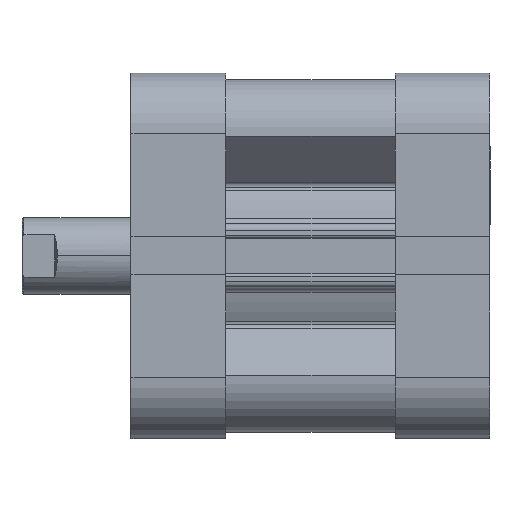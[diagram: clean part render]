
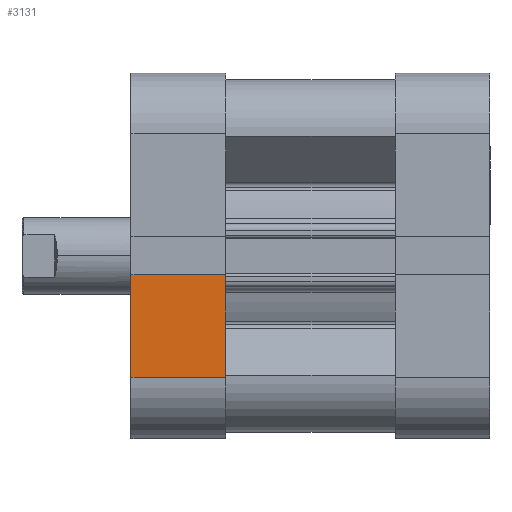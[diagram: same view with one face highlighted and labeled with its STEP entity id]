
A CAD part, top view. The second image highlights one B-rep face of the part: STEP entity #3131.
In plain terms, the highlighted planar face has unit normal (0, 0, 1).
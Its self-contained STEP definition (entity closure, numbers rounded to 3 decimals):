
#226 = VERTEX_POINT ( 'NONE', #1748 ) ;
#227 = VERTEX_POINT ( 'NONE', #1749 ) ;
#268 = VERTEX_POINT ( 'NONE', #1790 ) ;
#269 = VERTEX_POINT ( 'NONE', #1791 ) ;
#952 = LINE ( 'NONE', #8962, #956 ) ;
#956 = VECTOR ( 'NONE', #8965, 1000. ) ;
#1019 = VECTOR ( 'NONE', #9071, 1000. ) ;
#1023 = LINE ( 'NONE', #9070, #1019 ) ;
#1061 = LINE ( 'NONE', #9095, #1062 ) ;
#1062 = VECTOR ( 'NONE', #9096, 1000. ) ;
#1075 = LINE ( 'NONE', #9109, #1076 ) ;
#1076 = VECTOR ( 'NONE', #9110, 1000. ) ;
#1748 = CARTESIAN_POINT ( 'NONE',  ( -27.821, -2.97, 28.5 ) ) ;
#1749 = CARTESIAN_POINT ( 'NONE',  ( -27.821, -19., 28.5 ) ) ;
#1790 = CARTESIAN_POINT ( 'NONE',  ( -13.071, -19., 28.5 ) ) ;
#1791 = CARTESIAN_POINT ( 'NONE',  ( -13.071, -2.97, 28.5 ) ) ;
#2729 = PLANE ( 'NONE',  #5852 ) ;
#2732 = CARTESIAN_POINT ( 'NONE',  ( -13.071, -62.841, 28.5 ) ) ;
#2738 = DIRECTION ( 'NONE',  ( 0., 0., 1. ) ) ;
#2739 = DIRECTION ( 'NONE',  ( 1., 0., 0. ) ) ;
#3131 = ADVANCED_FACE ( 'NONE', ( #6350 ), #2729, .T. ) ;
#3818 = EDGE_CURVE ( 'NONE', #268, #269, #952, .T. ) ;
#3865 = EDGE_CURVE ( 'NONE', #227, #226, #1023, .T. ) ;
#3876 = EDGE_CURVE ( 'NONE', #269, #226, #1061, .T. ) ;
#3883 = EDGE_CURVE ( 'NONE', #227, #268, #1075, .T. ) ;
#5852 = AXIS2_PLACEMENT_3D ( 'NONE', #2732, #2738, #2739 ) ;
#6350 = FACE_OUTER_BOUND ( 'NONE', #10103, .T. ) ;
#8454 = ORIENTED_EDGE ( 'NONE', *, *, #3865, .F. ) ;
#8591 = ORIENTED_EDGE ( 'NONE', *, *, #3876, .T. ) ;
#8712 = ORIENTED_EDGE ( 'NONE', *, *, #3818, .T. ) ;
#8731 = ORIENTED_EDGE ( 'NONE', *, *, #3883, .T. ) ;
#8962 = CARTESIAN_POINT ( 'NONE',  ( -13.071, -62.841, 28.5 ) ) ;
#8965 = DIRECTION ( 'NONE',  ( 0., 1., 0. ) ) ;
#9070 = CARTESIAN_POINT ( 'NONE',  ( -27.821, -62.841, 28.5 ) ) ;
#9071 = DIRECTION ( 'NONE',  ( 0., 1., 0. ) ) ;
#9095 = CARTESIAN_POINT ( 'NONE',  ( -13.071, -2.97, 28.5 ) ) ;
#9096 = DIRECTION ( 'NONE',  ( -1., 0., 0. ) ) ;
#9109 = CARTESIAN_POINT ( 'NONE',  ( -13.071, -19., 28.5 ) ) ;
#9110 = DIRECTION ( 'NONE',  ( 1., 0., 0. ) ) ;
#10103 = EDGE_LOOP ( 'NONE', ( #8712, #8591, #8454, #8731 ) ) ;
